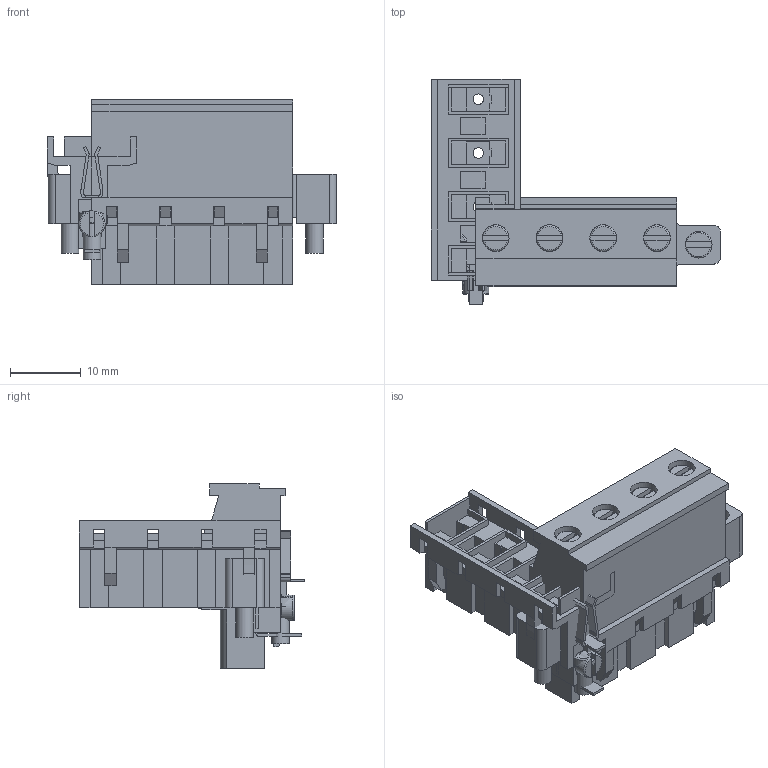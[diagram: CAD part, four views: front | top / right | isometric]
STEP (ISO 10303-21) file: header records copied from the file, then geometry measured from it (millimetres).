
FILE_DESCRIPTION( ( 'Unknown' ), '1' );
FILE_NAME( '691345410004.stp', 'Unknown', ( 'Unknown' ), ( 'Unknown' ), 'PSStep 14.0', 'Unknown', ' ' );
FILE_SCHEMA( ( 'AUTOMOTIVE_DESIGN { 1 0 10303 214 1 1 1 1 }' ) );
Length unit declared in the file: millimetre
Products named in the file (7): Assem1; plastic bottom; vis cage; vis flange; Spring; cage; 691345410004_plastic top
Bounding box: 40.96 x 31.91 x 26.2 mm (x, y, z)
Volume: 8946.5 mm3; surface area: 17950.5 mm2
Topology: 22 solids, 22 shells, 1335 faces, 3646 edges, 2381 vertices
Faces by surface type: plane 1102, cylinder 193, torus 24, cone 16
Full cylindrical faces by diameter (mm): 1.5 x8, 2.459 x5, 2.5 x3, 2.6 x8, 2.7 x4, 3 x13, 3.7 x5, 3.8 x15
Entity records: 21512 total; most frequent: CARTESIAN_POINT 3051, ORIENTED_EDGE 2936, DIRECTION 2736, EDGE_CURVE 1468, LINE 1310, VECTOR 1310, VERTEX_POINT 980, AXIS2_PLACEMENT_3D 713
